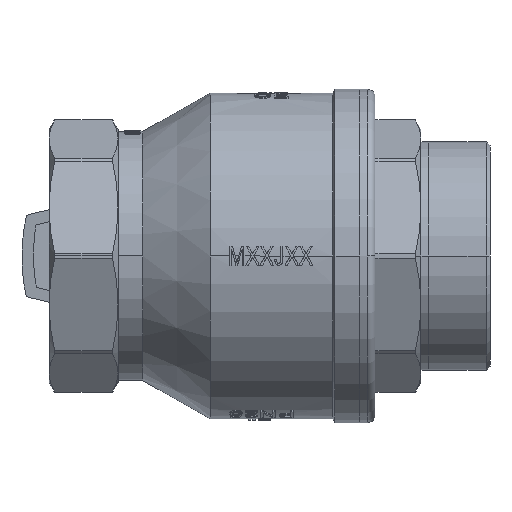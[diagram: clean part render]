
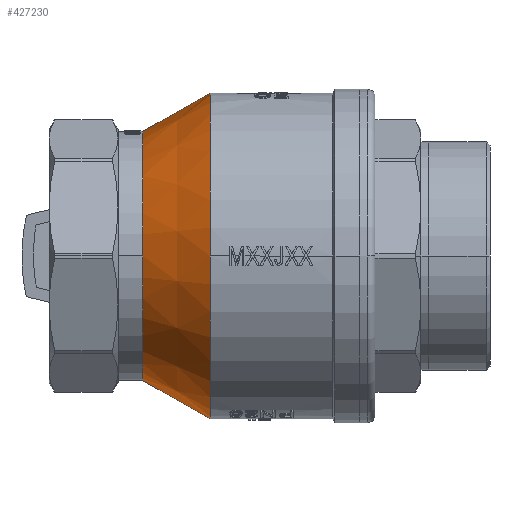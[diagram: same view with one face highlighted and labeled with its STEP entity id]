
A CAD part, front view. The second image highlights one B-rep face of the part: STEP entity #427230.
In plain terms, the highlighted conical face has half-angle 29.745 degrees and reference radius 32.5 mm.
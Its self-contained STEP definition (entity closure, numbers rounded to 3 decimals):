
#165470=CARTESIAN_POINT('',(0.,-11.,-42.5));
#165480=VERTEX_POINT('',#165470);
#165510=CARTESIAN_POINT('',(0.,-11.,0.));
#165520=DIRECTION('',(0.,-1.,0.));
#165530=DIRECTION('',(0.,0.,-1.));
#165540=AXIS2_PLACEMENT_3D('',#165510,#165520,#165530);
#165550=CIRCLE('',#165540,42.5);
#165560=CARTESIAN_POINT('',(42.5,-11.,0.));
#165570=VERTEX_POINT('',#165560);
#165580=EDGE_CURVE('',#165480,#165570,#165550,.T.);
#177630=CARTESIAN_POINT('',(0.,-28.5,0.));
#177640=DIRECTION('',(0.,1.,0.));
#177650=DIRECTION('',(1.,0.,0.));
#177660=AXIS2_PLACEMENT_3D('',#177630,#177640,#177650);
#177670=CONICAL_SURFACE('',#177660,32.5,0.519);
#177690=CARTESIAN_POINT('',(32.5,-28.5,0.));
#177700=DIRECTION('',(0.496,0.868,0.));
#177710=VECTOR('',#177700,1.);
#177720=LINE('',#177690,#177710);
#177730=CARTESIAN_POINT('',(32.5,-28.5,0.));
#177740=VERTEX_POINT('',#177730);
#177750=EDGE_CURVE('',#177740,#165570,#177720,.T.);
#177770=CARTESIAN_POINT('',(0.,-28.5,
0.));
#177780=DIRECTION('',(0.,-1.,0.));
#177790=DIRECTION('',(0.,0.,-1.));
#177800=AXIS2_PLACEMENT_3D('',#177770,#177780,#177790);
#177810=CIRCLE('',#177800,32.5);
#177860=CARTESIAN_POINT('',(-32.5,-28.5,0.));
#177870=VERTEX_POINT('',#177860);
#177900=CARTESIAN_POINT('',(-32.5,-28.5,0.));
#177910=DIRECTION('',(-0.496,0.868,
0.));
#177920=VECTOR('',#177910,1.);
#177930=LINE('',#177900,#177920);
#177940=CARTESIAN_POINT('',(-42.5,-11.,0.));
#177950=VERTEX_POINT('',#177940);
#177960=EDGE_CURVE('',#177870,#177950,#177930,.T.);
#179060=CARTESIAN_POINT('',(0.,-28.5,-32.5));
#179070=VERTEX_POINT('',#179060);
#179100=EDGE_CURVE('',#177870,#179070,#177810,.T.);
#423410=EDGE_CURVE('',#179070,#177740,#177810,.T.);
#427140=ORIENTED_EDGE('',*,*,#423410,.F.);
#427150=ORIENTED_EDGE('',*,*,#177750,.F.);
#427160=ORIENTED_EDGE('',*,*,#165580,.T.);
#427170=EDGE_CURVE('',#177950,#165480,#165550,.T.);
#427180=ORIENTED_EDGE('',*,*,#427170,.T.);
#427190=ORIENTED_EDGE('',*,*,#177960,.T.);
#427200=ORIENTED_EDGE('',*,*,#179100,.F.);
#427210=EDGE_LOOP('',(#427200,#427190,#427180,#427160,#427150,#427140));
#427220=FACE_OUTER_BOUND('',#427210,.T.);
#427230=ADVANCED_FACE('',(#427220),#177670,.T.);
